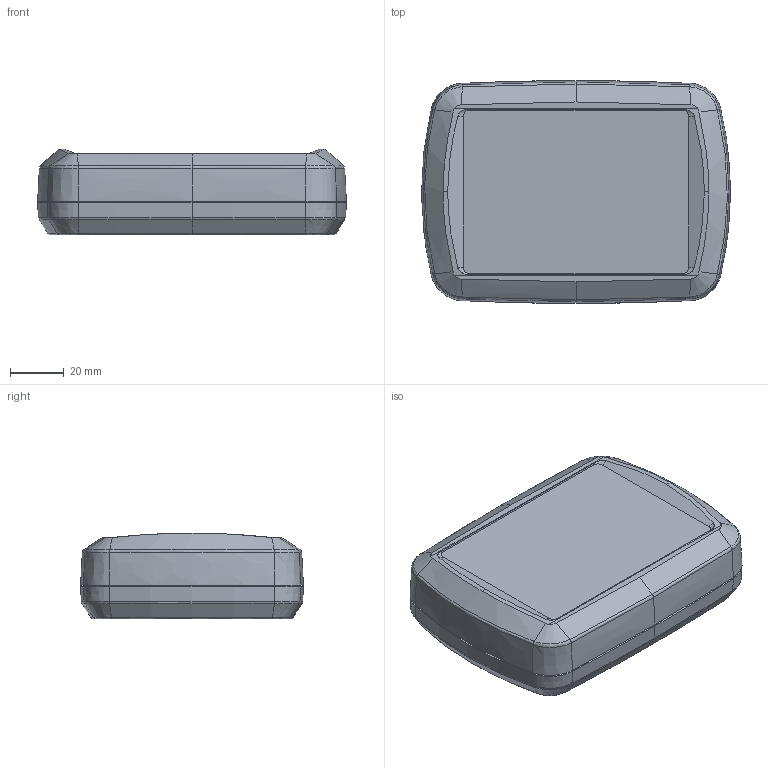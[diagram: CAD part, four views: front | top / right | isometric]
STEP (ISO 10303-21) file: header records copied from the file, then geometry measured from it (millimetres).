
FILE_DESCRIPTION (( 'STEP AP214' ), '1' );
FILE_NAME ('1910.STEP', '2015-08-19T01:46:39', ( 'AsusUser' ), ( '' ), 'SwSTEP 2.0', 'SolidWorks 2014', '' );
FILE_SCHEMA (( 'AUTOMOTIVE_DESIGN' ));
Length unit declared in the file: millimetre
Products named in the file (1): 1910
Bounding box: 115 x 83 x 32 mm (x, y, z)
Volume: 58670 mm3; surface area: 57450.6 mm2
Topology: 2 solids, 2 shells, 355 faces, 880 edges, 555 vertices
Faces by surface type: cylinder 130, bspline 80, cone 75, plane 70
Entity records: 14288 total; most frequent: CARTESIAN_POINT 6204, ORIENTED_EDGE 1760, DIRECTION 1594, EDGE_CURVE 880, AXIS2_PLACEMENT_3D 654, VERTEX_POINT 555, EDGE_LOOP 389, CIRCLE 378
